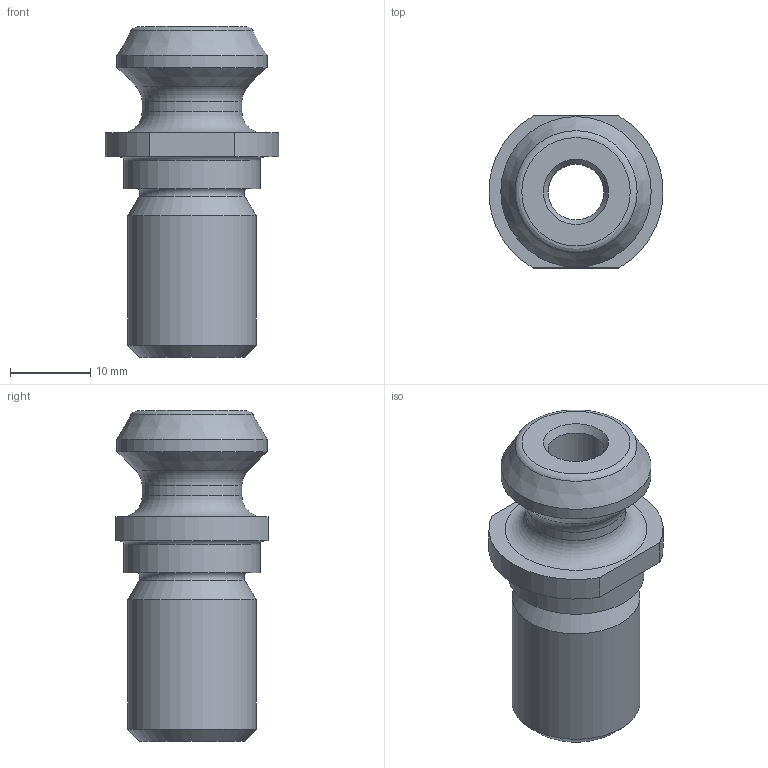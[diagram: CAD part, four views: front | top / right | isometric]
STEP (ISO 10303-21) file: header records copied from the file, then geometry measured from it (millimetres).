
FILE_DESCRIPTION(/* description */ (''),/* implementation_level */ '2;1');
FILE_NAME(/* name */ '1498472369225.stp',/* time_stamp */ '2017-06-26T12:19:33+02:00',/* author */ (''),/* organization */ ('SMS'),/* preprocessor_version */ 'ST-DEVELOPER v15',/* originating_system */ 'SIEMENS PLM Software NX 8.5',/* authorisation */ '');
FILE_SCHEMA (('AUTOMOTIVE_DESIGN { 1 0 10303 214 3 1 1 1 }'));
Length unit declared in the file: millimetre
Products named in the file (1): 201120607MOD000_00
Bounding box: 21.73 x 19 x 41.25 mm (x, y, z)
Volume: 6888.6 mm3; surface area: 3717.9 mm2
Topology: 1 solids, 1 shells, 26 faces, 54 edges, 33 vertices
Faces by surface type: plane 7, cylinder 7, cone 7, torus 5
Full cylindrical faces by diameter (mm): 7 x1, 12.45 x1, 16 x1, 17 x1, 18.8 x1
Entity records: 626 total; most frequent: DIRECTION 118, CARTESIAN_POINT 92, ORIENTED_EDGE 66, AXIS2_PLACEMENT_3D 55, EDGE_LOOP 48, FACE_BOUND 44, EDGE_CURVE 33, VERTEX_POINT 29
